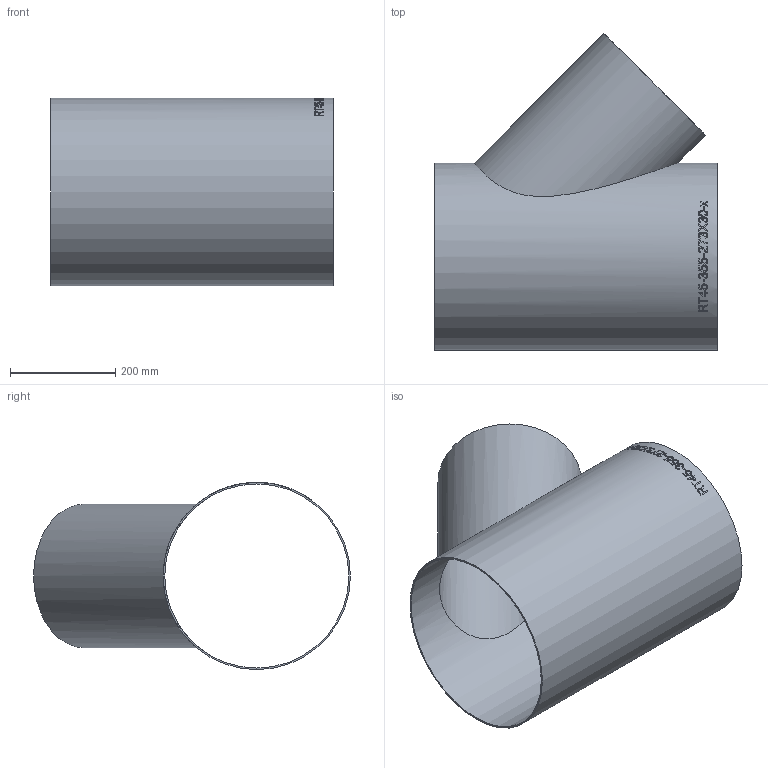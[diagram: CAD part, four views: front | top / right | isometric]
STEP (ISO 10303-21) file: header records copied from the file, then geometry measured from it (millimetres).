
FILE_DESCRIPTION (( 'STEP AP214' ), '1' );
FILE_NAME ('RT45-355-273X30-x T-Stück 45°reduziert Ø355,6 L536 1911.STEP', '2019-11-20T14:34:11', ( '' ), ( '' ), 'SwSTEP 2.0', 'SolidWorks 2016', '' );
FILE_SCHEMA (( 'AUTOMOTIVE_DESIGN' ));
Length unit declared in the file: millimetre
Products named in the file (1): RT45-355-273X30-x T-Stück 45°reduziert Ø355,6 L536  1911
Bounding box: 536 x 601.67 x 355.6 mm (x, y, z)
Volume: 2173394.2 mm3; surface area: 1452953.5 mm2
Topology: 1 solids, 1 shells, 241 faces, 658 edges, 439 vertices
Faces by surface type: bspline 148, plane 69, cylinder 24
Full cylindrical faces by diameter (mm): 267 x1, 273 x1, 349.6 x1, 355.6 x1
Entity records: 41785 total; most frequent: CARTESIAN_POINT 34408, ORIENTED_EDGE 1300, EDGE_CURVE 650, B_SPLINE_CURVE_WITH_KNOTS 465, DIRECTION 461, VERTEX_POINT 436, EDGE_LOOP 270, FACE_OUTER_BOUND 245
